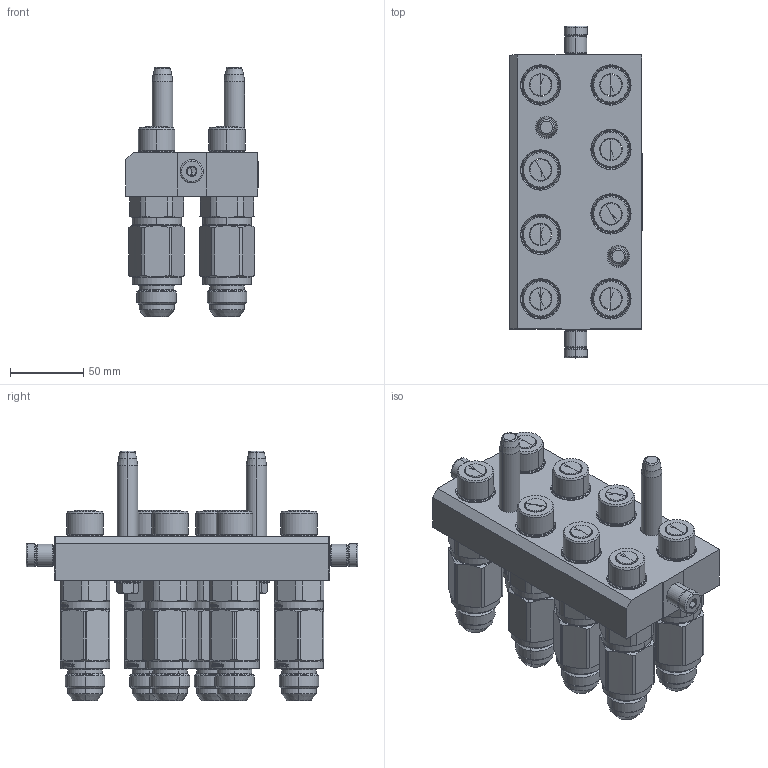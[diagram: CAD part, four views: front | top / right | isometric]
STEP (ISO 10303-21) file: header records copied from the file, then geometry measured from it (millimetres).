
FILE_DESCRIPTION (( 'STEP AP214' ), '1' );
FILE_NAME ('FASTER.step', '2025-01-17T15:21:15', ( '' ), ( '' ), 'SwSTEP 2.0', 'SolidWorks 2017', '' );
FILE_SCHEMA (( 'AUTOMOTIVE_DESIGN' ));
Length unit declared in the file: millimetre
Products named in the file (10): 1540_080_0008_000; P808_M_BASE; 4830_028_1000_011; 3ffnp1213_34sm; 4830_021_1000_000; 4830_013_3000_030; et002; 4850_010_0000_020; FASTER
Assembly tree (20 placements, depth 3):
  FASTER
    P808_M_BASE
      4850_010_0000_020
      4830_021_1000_000  x2
      1540_080_0008_000  x2
      4830_013_3000_030  x2
      4830_028_1000_011  x2
    3ffnp1213_34sm  x8
      3ffnp1213_34sm
    et002
Bounding box: 90.3 x 226.6 x 170.3 mm (x, y, z)
Volume: 2473.8 mm3; surface area: 234161 mm2
Topology: 3 solids, 82 shells, 3384 faces, 10779 edges, 7254 vertices
Faces by surface type: plane 1801, cylinder 641, cone 572, bspline 206, torus 164
Entity records: 57236 total; most frequent: CARTESIAN_POINT 14437, ORIENTED_EDGE 8245, DIRECTION 7637, EDGE_CURVE 4321, VECTOR 3177, LINE 3177, VERTEX_POINT 2845, AXIS2_PLACEMENT_3D 2230
